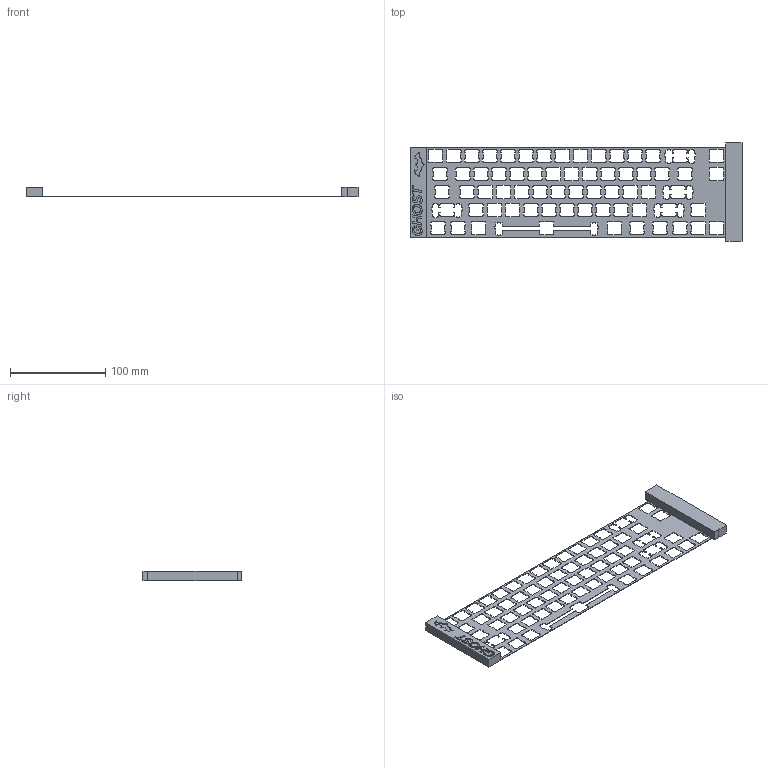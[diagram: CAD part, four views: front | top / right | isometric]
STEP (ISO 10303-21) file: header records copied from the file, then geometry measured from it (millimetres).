
FILE_DESCRIPTION(/* description */ ('STEP AP242','CAx-IF Rec.Pracs.---Representation and Presentation of Product Manufacturing Information (PMI)---4.0---2014-10-13','CAx-IF Rec.Pracs.---3D Tessellated Geometry---0.4---2014-09-14','2;1'),/* implementation_level */ '2;1');
FILE_NAME(/* name */ '6889b266175dea78bc7bb5b3',/* time_stamp */ '2025-07-30T05:49:27Z',/* author */ (''),/* organization */ (''),/* preprocessor_version */ 'ST-DEVELOPER v20',/* originating_system */ 'ONSHAPE BY PTC INC, 1.201',/* authorisation */ ' ');
FILE_SCHEMA (('AP242_MANAGED_MODEL_BASED_3D_ENGINEERING_MIM_LF { 1 0 10303 442 1 1 4 }'));
Length unit declared in the file: metre
Products named in the file (2): Part 2; Part 1
Bounding box: 348.9 x 103.4 x 10.2 mm (x, y, z)
Volume: 41526.2 mm3; surface area: 43895.5 mm2
Topology: 2 solids, 2 shells, 1732 faces, 5162 edges, 3441 vertices
Faces by surface type: plane 1662, bspline 62, cylinder 8
Entity records: 57473 total; most frequent: CARTESIAN_POINT 11019, ORIENTED_EDGE 10324, DIRECTION 8398, EDGE_CURVE 5162, LINE 5022, VECTOR 5022, VERTEX_POINT 3441, EDGE_LOOP 1871
